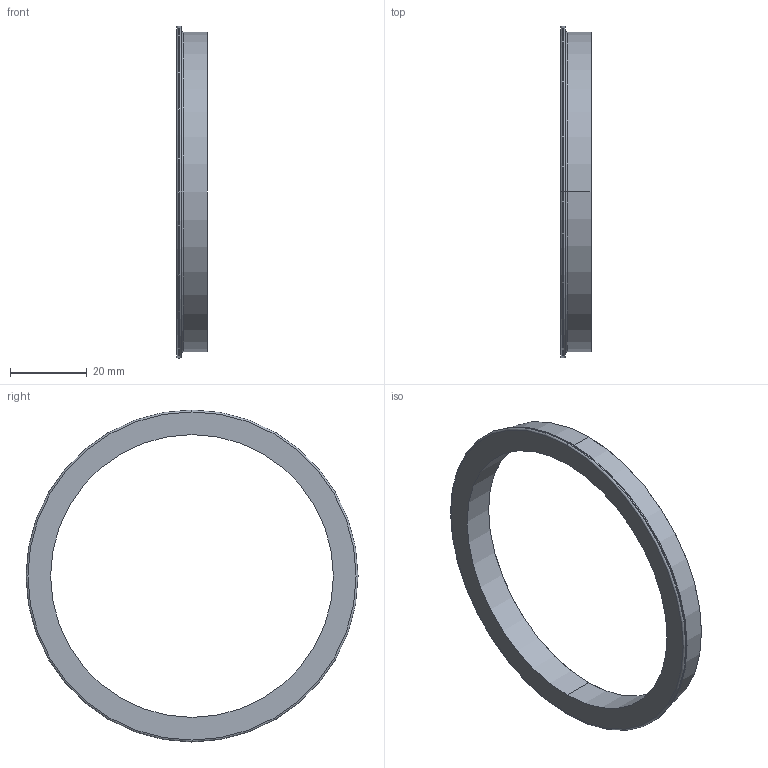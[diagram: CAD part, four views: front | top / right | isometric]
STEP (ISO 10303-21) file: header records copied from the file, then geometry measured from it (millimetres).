
FILE_DESCRIPTION (( 'STEP AP203' ), '1' );
FILE_NAME ('collier.STEP', '2023-07-06T13:05:06', ( 'corp' ), ( 'corp' ), 'SwSTEP 2.0', 'SolidWorks 2003099', '' );
FILE_SCHEMA (( 'CONFIG_CONTROL_DESIGN' ));
Length unit declared in the file: millimetre
Products named in the file (1): collier
Bounding box: 8 x 86.3 x 86.3 mm (x, y, z)
Volume: 9878.8 mm3; surface area: 6946.8 mm2
Topology: 1 solids, 1 shells, 19 faces, 38 edges, 22 vertices
Faces by surface type: torus 6, cylinder 6, cone 4, plane 3
Entity records: 581 total; most frequent: DIRECTION 106, CARTESIAN_POINT 80, ORIENTED_EDGE 76, AXIS2_PLACEMENT_3D 48, EDGE_CURVE 38, CIRCLE 28, VERTEX_POINT 22, EDGE_LOOP 22
